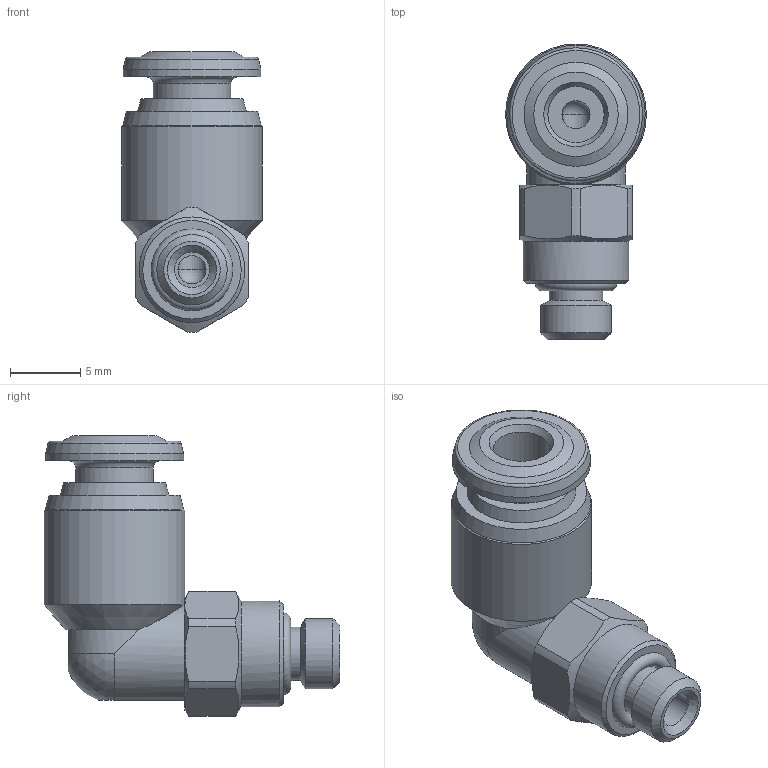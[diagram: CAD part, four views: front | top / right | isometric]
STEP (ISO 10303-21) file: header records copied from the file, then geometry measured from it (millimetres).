
FILE_DESCRIPTION(/* description */ ('STEP AP214'),/* implementation_level */ '2;1');
FILE_NAME(/* name */ '8085679_NPQR-L-M5-Q4',/* time_stamp */ '2024-09-13T08:42:49+02:00',/* author */ ('License CC BY-ND 4.0'),/* organization */ ('CADENAS'),/* preprocessor_version */ 'ST-DEVELOPER v19.3',/* originating_system */ 'PARTsolutions',/* authorisation */ ' ');
FILE_SCHEMA (('AUTOMOTIVE_DESIGN {1 0 10303 214 3 1 1}'));
Length unit declared in the file: millimetre
Products named in the file (1): 8085679 NPQR-L-M5-Q4---(high)
Bounding box: 10 x 21 x 19.95 mm (x, y, z)
Volume: 1344 mm3; surface area: 1260.6 mm2
Topology: 1 solids, 1 shells, 61 faces, 131 edges, 79 vertices
Faces by surface type: cylinder 19, plane 19, cone 18, torus 3, sphere 2
Full cylindrical faces by diameter (mm): 2 x2, 2.5 x1, 3.8 x1, 4 x1, 5 x1, 5.5 x1, 7.5 x1, 9.8 x1, 10 x1
Entity records: 1984 total; most frequent: CARTESIAN_POINT 312, DIRECTION 272, ORIENTED_EDGE 206, AXIS2_PLACEMENT_3D 127, EDGE_CURVE 103, EDGE_LOOP 95, FACE_BOUND 95, VERTEX_POINT 76
